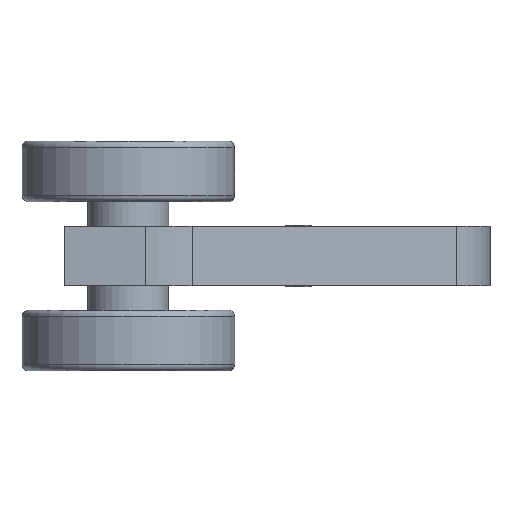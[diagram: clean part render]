
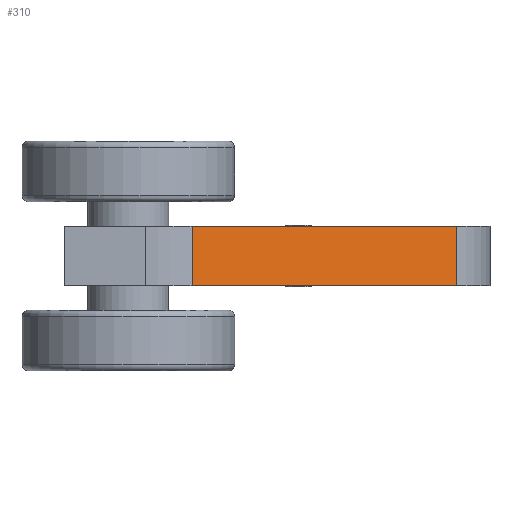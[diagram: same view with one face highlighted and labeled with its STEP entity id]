
A CAD part, left-side view. The second image highlights one B-rep face of the part: STEP entity #310.
In plain terms, the highlighted planar face has unit normal (-0.837, -0.547, 0).
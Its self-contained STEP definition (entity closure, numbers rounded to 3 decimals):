
#310=ADVANCED_FACE('',(#3611),#3613,.T.);
#3611=FACE_BOUND('',#3612,.T.);
#3612=EDGE_LOOP('',(#6344,#6345,#6346,#6347));
#3613=PLANE('',#3614);
#3614=AXIS2_PLACEMENT_3D('',#3615,#3616,#3617);
#3615=CARTESIAN_POINT('',(-110.48,65.027,-7.));
#3616=DIRECTION('',(-0.837,-0.547,0.));
#3617=DIRECTION('',(0.547,-0.837,0.));
#6344=ORIENTED_EDGE('',*,*,#7979,.F.);
#6345=ORIENTED_EDGE('',*,*,#7980,.T.);
#6346=ORIENTED_EDGE('',*,*,#7857,.F.);
#6347=ORIENTED_EDGE('',*,*,#7977,.F.);
#7857=EDGE_CURVE('',#8717,#8719,#8720,.T.);
#7977=EDGE_CURVE('',#8956,#8717,#8959,.T.);
#7979=EDGE_CURVE('',#8961,#8956,#8962,.T.);
#7980=EDGE_CURVE('',#8961,#8719,#8963,.T.);
#8717=VERTEX_POINT('',#10229);
#8719=VERTEX_POINT('',#10234);
#8720=LINE('',#10235,#10236);
#8956=VERTEX_POINT('',#10769);
#8959=LINE('',#10775,#10776);
#8961=VERTEX_POINT('',#10781);
#8962=LINE('',#10782,#10783);
#8963=LINE('',#10785,#10786);
#10229=CARTESIAN_POINT('',(-29.295,-59.152,-21.));
#10234=CARTESIAN_POINT('',(-110.48,65.027,-21.));
#10235=CARTESIAN_POINT('',(-29.295,-59.152,-21.));
#10236=VECTOR('',#10237,1.);
#10237=DIRECTION('',(-0.547,0.837,0.));
#10769=CARTESIAN_POINT('',(-29.295,-59.152,7.));
#10775=CARTESIAN_POINT('',(-29.295,-59.152,7.));
#10776=VECTOR('',#10777,1.);
#10777=DIRECTION('',(0.,0.,-1.));
#10781=CARTESIAN_POINT('',(-110.48,65.027,7.));
#10782=CARTESIAN_POINT('',(-110.48,65.027,7.));
#10783=VECTOR('',#10784,1.);
#10784=DIRECTION('',(0.547,-0.837,0.));
#10785=CARTESIAN_POINT('',(-110.48,65.027,7.));
#10786=VECTOR('',#10787,1.);
#10787=DIRECTION('',(0.,0.,-1.));
